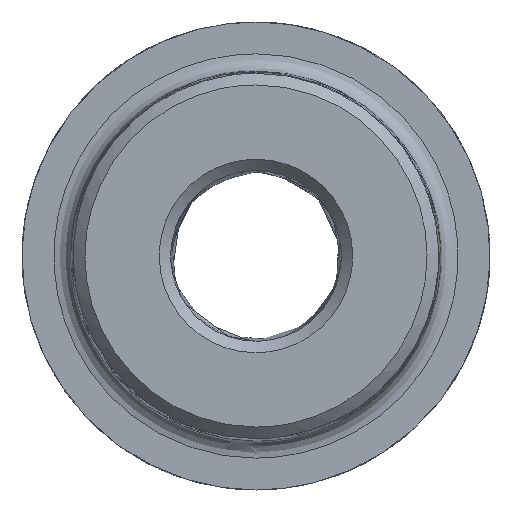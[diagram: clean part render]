
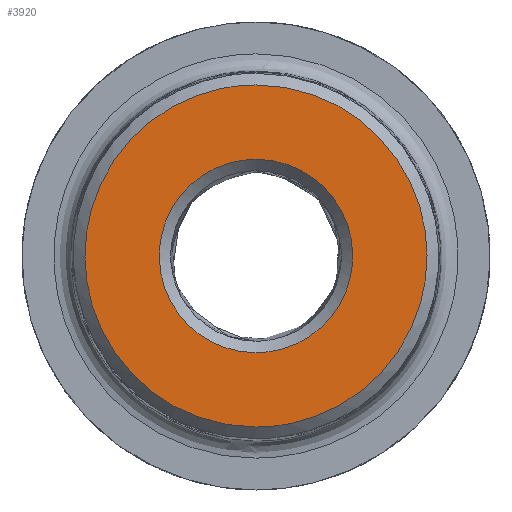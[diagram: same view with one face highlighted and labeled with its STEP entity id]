
A CAD part, front view. The second image highlights one B-rep face of the part: STEP entity #3920.
In plain terms, the highlighted free-form (B-spline) face has degree [1, 1] with [2, 2] control points.
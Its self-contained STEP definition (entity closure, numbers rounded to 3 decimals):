
#3876 = VERTEX_POINT('',#3877);
#3877 = CARTESIAN_POINT('',(0.,0.,-12.43));
#3882 = EDGE_CURVE('',#3883,#3876,#3885,.T.);
#3883 = VERTEX_POINT('',#3884);
#3884 = CARTESIAN_POINT('',(0.,0.,12.43));
#3885 = ( BOUNDED_CURVE() B_SPLINE_CURVE(2,(#3886,#3887,#3888,#3889,
#3890),.UNSPECIFIED.,.F.,.F.) B_SPLINE_CURVE_WITH_KNOTS((3,2,3),(
-1.571,0.,1.571),.PIECEWISE_BEZIER_KNOTS.) CURVE() 
GEOMETRIC_REPRESENTATION_ITEM() RATIONAL_B_SPLINE_CURVE((1.,
0.707,1.,0.707,1.)) REPRESENTATION_ITEM('') );
#3886 = CARTESIAN_POINT('',(0.,0.,
    12.43));
#3887 = CARTESIAN_POINT('',(12.43,0.,
    12.43));
#3888 = CARTESIAN_POINT('',(12.43,0.,0.));
#3889 = CARTESIAN_POINT('',(12.43,0.,
    -12.43));
#3890 = CARTESIAN_POINT('',(0.,0.,
    -12.43));
#3892 = EDGE_CURVE('',#3876,#3883,#3893,.T.);
#3893 = ( BOUNDED_CURVE() B_SPLINE_CURVE(2,(#3894,#3895,#3896,#3897,
#3898),.UNSPECIFIED.,.F.,.F.) B_SPLINE_CURVE_WITH_KNOTS((3,2,3),(
1.571,3.142,4.712),.UNSPECIFIED.) CURVE() 
GEOMETRIC_REPRESENTATION_ITEM() RATIONAL_B_SPLINE_CURVE((1.,
0.707,1.,0.707,1.)) REPRESENTATION_ITEM('') );
#3894 = CARTESIAN_POINT('',(0.,0.,
    -12.43));
#3895 = CARTESIAN_POINT('',(-12.43,0.,
    -12.43));
#3896 = CARTESIAN_POINT('',(-12.43,0.,
    0.));
#3897 = CARTESIAN_POINT('',(-12.43,0.,
    12.43));
#3898 = CARTESIAN_POINT('',(0.,0.,
    12.43));
#3920 = ADVANCED_FACE('',(#3921,#3943),#3947,.T.);
#3921 = FACE_BOUND('',#3922,.T.);
#3922 = EDGE_LOOP('',(#3923,#3935));
#3923 = ORIENTED_EDGE('',*,*,#3924,.F.);
#3924 = EDGE_CURVE('',#3925,#3927,#3929,.T.);
#3925 = VERTEX_POINT('',#3926);
#3926 = CARTESIAN_POINT('',(0.,0.,21.991));
#3927 = VERTEX_POINT('',#3928);
#3928 = CARTESIAN_POINT('',(0.,0.,-21.991));
#3929 = ( BOUNDED_CURVE() B_SPLINE_CURVE(2,(#3930,#3931,#3932,#3933,
#3934),.UNSPECIFIED.,.F.,.F.) B_SPLINE_CURVE_WITH_KNOTS((3,2,3),(
-1.571,0.,1.571),.PIECEWISE_BEZIER_KNOTS.) CURVE() 
GEOMETRIC_REPRESENTATION_ITEM() RATIONAL_B_SPLINE_CURVE((1.,
0.707,1.,0.707,1.)) REPRESENTATION_ITEM('') );
#3930 = CARTESIAN_POINT('',(0.,0.,
    21.991));
#3931 = CARTESIAN_POINT('',(21.991,0.,
    21.991));
#3932 = CARTESIAN_POINT('',(21.991,0.,0.));
#3933 = CARTESIAN_POINT('',(21.991,0.,
    -21.991));
#3934 = CARTESIAN_POINT('',(0.,0.,
    -21.991));
#3935 = ORIENTED_EDGE('',*,*,#3936,.F.);
#3936 = EDGE_CURVE('',#3927,#3925,#3937,.T.);
#3937 = ( BOUNDED_CURVE() B_SPLINE_CURVE(2,(#3938,#3939,#3940,#3941,
#3942),.UNSPECIFIED.,.F.,.F.) B_SPLINE_CURVE_WITH_KNOTS((3,2,3),(
1.571,3.142,4.712),.UNSPECIFIED.) CURVE() 
GEOMETRIC_REPRESENTATION_ITEM() RATIONAL_B_SPLINE_CURVE((1.,
0.707,1.,0.707,1.)) REPRESENTATION_ITEM('') );
#3938 = CARTESIAN_POINT('',(0.,0.,
    -21.991));
#3939 = CARTESIAN_POINT('',(-21.991,0.,
    -21.991));
#3940 = CARTESIAN_POINT('',(-21.991,0.,
    0.));
#3941 = CARTESIAN_POINT('',(-21.991,0.,
    21.991));
#3942 = CARTESIAN_POINT('',(0.,0.,
    21.991));
#3943 = FACE_BOUND('',#3944,.T.);
#3944 = EDGE_LOOP('',(#3945,#3946));
#3945 = ORIENTED_EDGE('',*,*,#3882,.T.);
#3946 = ORIENTED_EDGE('',*,*,#3892,.T.);
#3947 = B_SPLINE_SURFACE_WITH_KNOTS('',1,1,(
    (#3948,#3949)
    ,(#3950,#3951
    )),.UNSPECIFIED.,.F.,.F.,.F.,(2,2),(2,2),(-0.001,2.991),(-1.496,
    1.496),.PIECEWISE_BEZIER_KNOTS.);
#3948 = CARTESIAN_POINT('',(-22.006,0.,
    22.006));
#3949 = CARTESIAN_POINT('',(22.006,0.,
    22.006));
#3950 = CARTESIAN_POINT('',(-22.006,0.,
    -22.006));
#3951 = CARTESIAN_POINT('',(22.006,0.,
    -22.006));
